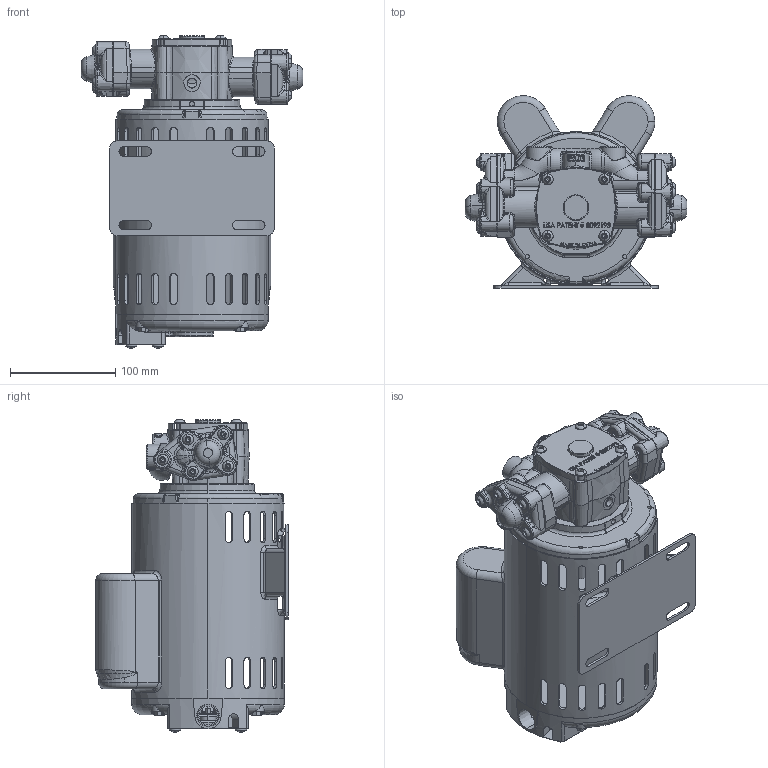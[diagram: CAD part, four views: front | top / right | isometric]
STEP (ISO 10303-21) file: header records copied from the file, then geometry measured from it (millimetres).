
FILE_DESCRIPTION (( 'STEP AP214' ), '1' );
FILE_NAME ('1XP150.051.STEP', '2012-09-25T12:37:18', ( '' ), ( '' ), 'SwSTEP 2.0', 'SolidWorks 2012', '' );
FILE_SCHEMA (( 'AUTOMOTIVE_DESIGN' ));
Length unit declared in the file: millimetre
Products named in the file (1): 1XP150.051
Bounding box: 210.69 x 182.78 x 296.71 mm (x, y, z)
Surface area: 372782.7 mm2 (no closed solid volume)
Topology: 0 solids, 36 shells, 1993 faces, 6089 edges, 3951 vertices
Faces by surface type: plane 529, bspline 511, cylinder 492, torus 272, cone 132, sphere 57
Entity records: 121441 total; most frequent: CARTESIAN_POINT 50618, ORIENTED_EDGE 10327, DIRECTION 9205, EDGE_CURVE 5980, VERTEX_POINT 3951, AXIS2_PLACEMENT_3D 3540, EDGE_LOOP 2208, LINE 2125
